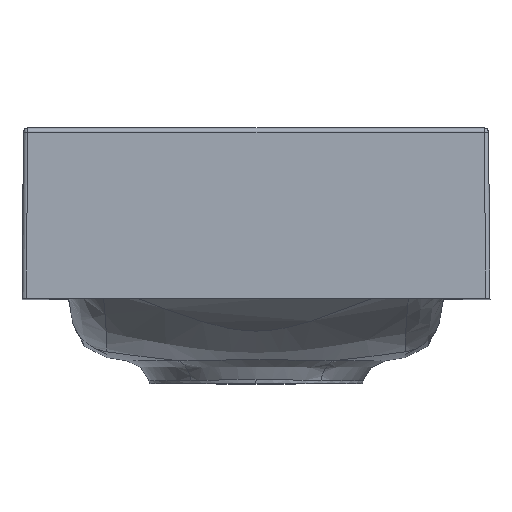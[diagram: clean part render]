
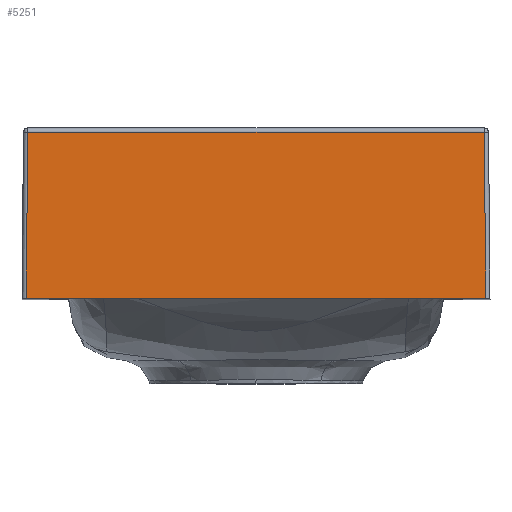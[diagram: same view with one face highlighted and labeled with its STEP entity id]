
A CAD part, top view. The second image highlights one B-rep face of the part: STEP entity #5251.
In plain terms, the highlighted planar face has unit normal (0, 0.009, 1).
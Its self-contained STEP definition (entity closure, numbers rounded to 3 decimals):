
#321 = EDGE_CURVE ( 'NONE', #6140, #5194, #2311, .T. ) ;
#874 = ORIENTED_EDGE ( 'NONE', *, *, #4934, .T. ) ;
#1089 = CARTESIAN_POINT ( 'NONE',  ( -110., -1.983, 199.319 ) ) ;
#1107 = DIRECTION ( 'NONE',  ( -0.009, -1., 0.009 ) ) ;
#1270 = VERTEX_POINT ( 'NONE', #7470 ) ;
#1420 = CARTESIAN_POINT ( 'NONE',  ( 107.983, -78.098, 199.983 ) ) ;
#1473 = EDGE_LOOP ( 'NONE', ( #874, #1477, #3801, #5911 ) ) ;
#1477 = ORIENTED_EDGE ( 'NONE', *, *, #321, .T. ) ;
#1522 = CARTESIAN_POINT ( 'NONE',  ( -110., -80., 200. ) ) ;
#1595 = DIRECTION ( 'NONE',  ( -1., 0., 0. ) ) ;
#2285 = CARTESIAN_POINT ( 'NONE',  ( -107.319, -1.983, 199.319 ) ) ;
#2311 = LINE ( 'NONE', #6573, #3102 ) ;
#2402 = EDGE_CURVE ( 'NONE', #1270, #5194, #4635, .T. ) ;
#2481 = VECTOR ( 'NONE', #3535, 1000. ) ;
#2723 = VECTOR ( 'NONE', #3871, 1000. ) ;
#3102 = VECTOR ( 'NONE', #1107, 1000. ) ;
#3335 = VERTEX_POINT ( 'NONE', #6913 ) ;
#3535 = DIRECTION ( 'NONE',  ( -1., 0., 0. ) ) ;
#3801 = ORIENTED_EDGE ( 'NONE', *, *, #2402, .F. ) ;
#3871 = DIRECTION ( 'NONE',  ( -0.009, 1., -0.009 ) ) ;
#3967 = DIRECTION ( 'NONE',  ( 0., 0.009, 1. ) ) ;
#4568 = FACE_OUTER_BOUND ( 'NONE', #1473, .T. ) ;
#4635 = LINE ( 'NONE', #7051, #5979 ) ;
#4728 = LINE ( 'NONE', #1089, #2481 ) ;
#4934 = EDGE_CURVE ( 'NONE', #3335, #6140, #4728, .T. ) ;
#5064 = LINE ( 'NONE', #1420, #2723 ) ;
#5194 = VERTEX_POINT ( 'NONE', #6940 ) ;
#5251 = ADVANCED_FACE ( 'NONE', ( #4568 ), #6983, .T. ) ;
#5911 = ORIENTED_EDGE ( 'NONE', *, *, #7301, .T. ) ;
#5979 = VECTOR ( 'NONE', #1595, 1000. ) ;
#6140 = VERTEX_POINT ( 'NONE', #2285 ) ;
#6388 = DIRECTION ( 'NONE',  ( 0., -1., 0.009 ) ) ;
#6573 = CARTESIAN_POINT ( 'NONE',  ( -108., -80.017, 200. ) ) ;
#6913 = CARTESIAN_POINT ( 'NONE',  ( 107.319, -1.983, 199.319 ) ) ;
#6940 = CARTESIAN_POINT ( 'NONE',  ( -108., -80., 200. ) ) ;
#6983 = PLANE ( 'NONE',  #7190 ) ;
#7051 = CARTESIAN_POINT ( 'NONE',  ( -110., -80., 200. ) ) ;
#7190 = AXIS2_PLACEMENT_3D ( 'NONE', #1522, #3967, #6388 ) ;
#7301 = EDGE_CURVE ( 'NONE', #1270, #3335, #5064, .T. ) ;
#7470 = CARTESIAN_POINT ( 'NONE',  ( 108., -80., 200. ) ) ;
